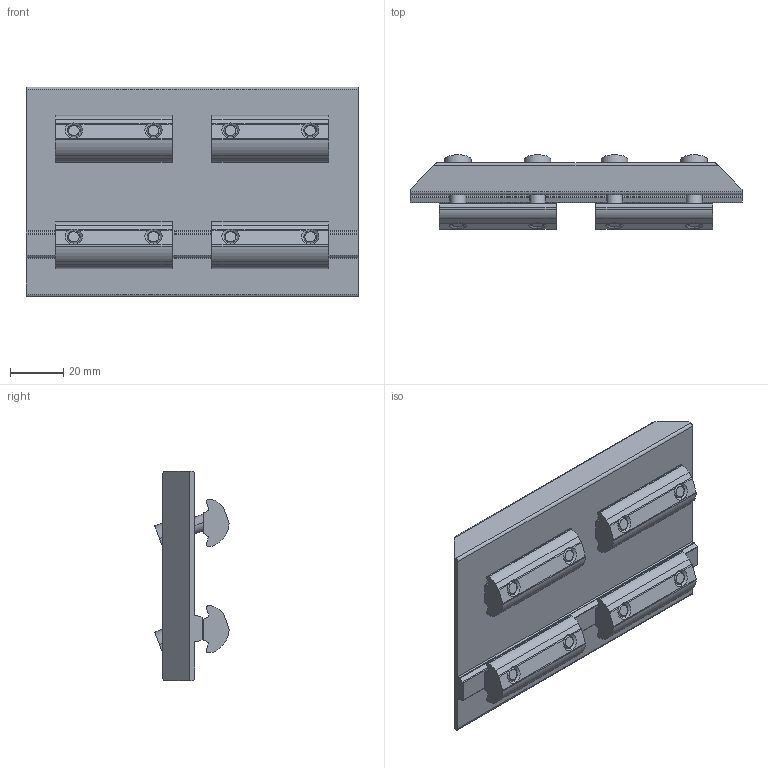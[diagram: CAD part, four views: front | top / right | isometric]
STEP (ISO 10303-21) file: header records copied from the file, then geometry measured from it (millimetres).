
FILE_DESCRIPTION (( 'STEP AP214' ), '1' );
FILE_NAME ('80mm SD Butt Joint Joining Plate Kit (40CJP-0441-001-01).STEP', '2023-06-28T12:56:02', ( '' ), ( '' ), 'SwSTEP 2.0', 'SolidWorks 2020', '' );
FILE_SCHEMA (( 'AUTOMOTIVE_DESIGN' ));
Length unit declared in the file: millimetre
Products named in the file (1): 80mm SD Butt Joint Joining Plate Kit (40CJP-0441-001-01)
Bounding box: 125 x 27.95 x 79 mm (x, y, z)
Volume: 133783.7 mm3; surface area: 43352.1 mm2
Topology: 13 solids, 13 shells, 416 faces, 1010 edges, 628 vertices
Faces by surface type: cylinder 164, plane 140, cone 80, torus 32
Entity records: 16864 total; most frequent: CARTESIAN_POINT 2323, DIRECTION 2132, ORIENTED_EDGE 1988, EDGE_CURVE 994, AXIS2_PLACEMENT_3D 805, VERTEX_POINT 628, LINE 522, VECTOR 522
